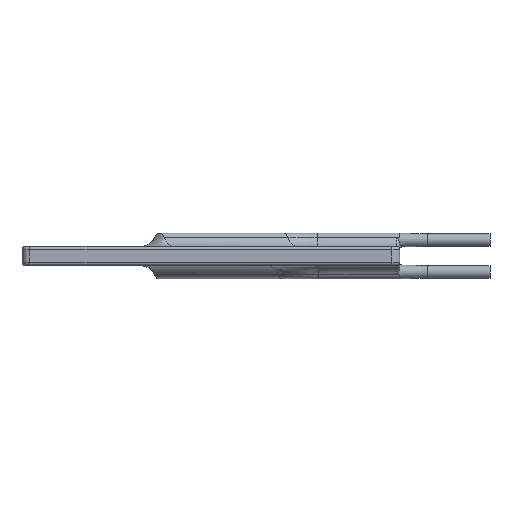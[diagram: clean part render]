
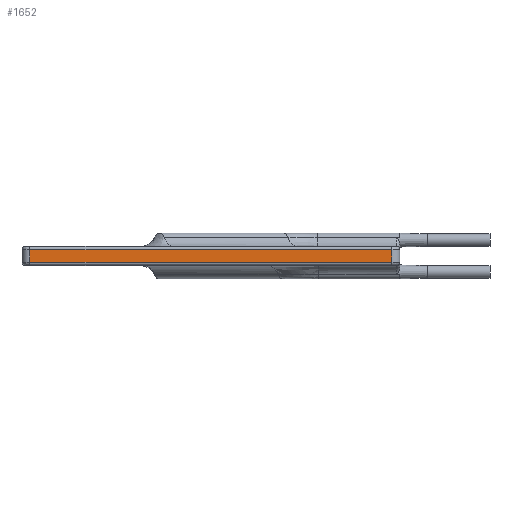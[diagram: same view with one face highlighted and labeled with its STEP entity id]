
A CAD part, left-side view. The second image highlights one B-rep face of the part: STEP entity #1652.
In plain terms, the highlighted planar face has unit normal (-1, 0, 0).
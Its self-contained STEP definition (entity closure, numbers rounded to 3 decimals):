
#142 = EDGE_CURVE ( 'NONE', #3525, #1359, #803, .T. ) ;
#260 = DIRECTION ( 'NONE',  ( 0., -1., 0. ) ) ;
#320 = PLANE ( 'NONE',  #3276 ) ;
#356 = VECTOR ( 'NONE', #3120, 1000. ) ;
#420 = CARTESIAN_POINT ( 'NONE',  ( -8.75, 6.008, -0.409 ) ) ;
#426 = VERTEX_POINT ( 'NONE', #3635 ) ;
#450 = VECTOR ( 'NONE', #893, 1000. ) ;
#459 = EDGE_CURVE ( 'NONE', #426, #1728, #2181, .T. ) ;
#803 = LINE ( 'NONE', #3529, #907 ) ;
#808 = ORIENTED_EDGE ( 'NONE', *, *, #142, .F. ) ;
#893 = DIRECTION ( 'NONE',  ( 0., 1., 0. ) ) ;
#907 = VECTOR ( 'NONE', #2217, 1000. ) ;
#963 = CARTESIAN_POINT ( 'NONE',  ( -8.75, -11.515, 0. ) ) ;
#1359 = VERTEX_POINT ( 'NONE', #2894 ) ;
#1401 = LINE ( 'NONE', #420, #356 ) ;
#1652 = ADVANCED_FACE ( 'NONE', ( #2184 ), #320, .T. ) ;
#1728 = VERTEX_POINT ( 'NONE', #4389 ) ;
#2181 = LINE ( 'NONE', #963, #4231 ) ;
#2184 = FACE_OUTER_BOUND ( 'NONE', #3482, .T. ) ;
#2217 = DIRECTION ( 'NONE',  ( 0., 0., 1. ) ) ;
#2557 = ORIENTED_EDGE ( 'NONE', *, *, #3430, .F. ) ;
#2643 = EDGE_CURVE ( 'NONE', #1728, #1359, #4461, .T. ) ;
#2894 = CARTESIAN_POINT ( 'NONE',  ( -8.75, 11.515, 0.409 ) ) ;
#3120 = DIRECTION ( 'NONE',  ( 0., 1., 0. ) ) ;
#3276 = AXIS2_PLACEMENT_3D ( 'NONE', #5241, #3913, #260 ) ;
#3322 = CARTESIAN_POINT ( 'NONE',  ( -8.75, 11.515, -0.409 ) ) ;
#3430 = EDGE_CURVE ( 'NONE', #426, #3525, #1401, .T. ) ;
#3482 = EDGE_LOOP ( 'NONE', ( #4661, #808, #2557, #3973 ) ) ;
#3525 = VERTEX_POINT ( 'NONE', #3322 ) ;
#3529 = CARTESIAN_POINT ( 'NONE',  ( -8.75, 11.515, 0. ) ) ;
#3576 = DIRECTION ( 'NONE',  ( 0., 0., 1. ) ) ;
#3635 = CARTESIAN_POINT ( 'NONE',  ( -8.75, -11.515, -0.409 ) ) ;
#3913 = DIRECTION ( 'NONE',  ( -1., 0., 0. ) ) ;
#3973 = ORIENTED_EDGE ( 'NONE', *, *, #459, .T. ) ;
#4231 = VECTOR ( 'NONE', #3576, 1000. ) ;
#4389 = CARTESIAN_POINT ( 'NONE',  ( -8.75, -11.515, 0.409 ) ) ;
#4461 = LINE ( 'NONE', #4957, #450 ) ;
#4661 = ORIENTED_EDGE ( 'NONE', *, *, #2643, .T. ) ;
#4957 = CARTESIAN_POINT ( 'NONE',  ( -8.75, 12.015, 0.409 ) ) ;
#5241 = CARTESIAN_POINT ( 'NONE',  ( -8.75, 12.015, 0. ) ) ;
